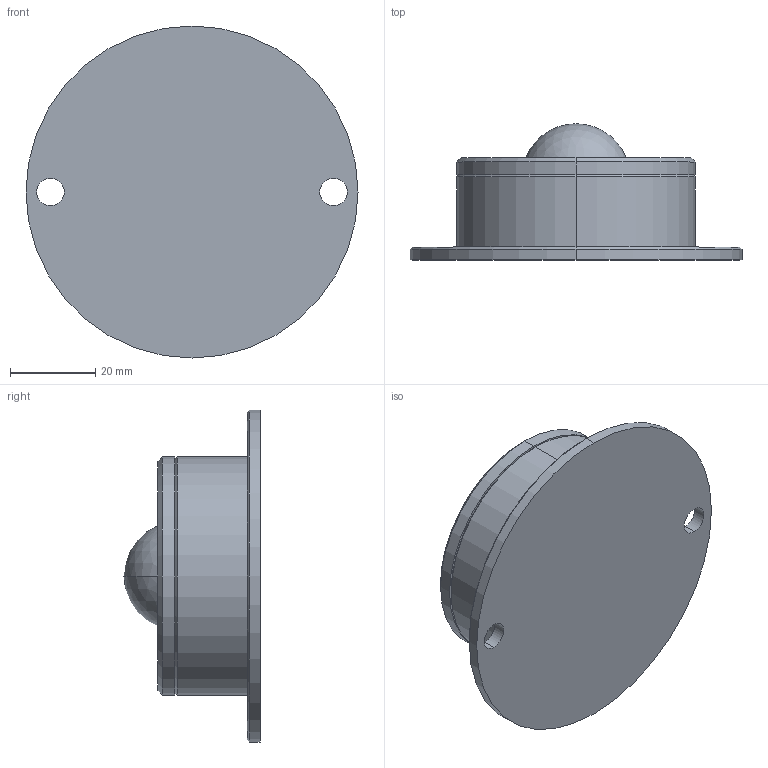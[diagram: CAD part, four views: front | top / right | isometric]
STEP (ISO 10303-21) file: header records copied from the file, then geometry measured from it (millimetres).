
FILE_DESCRIPTION (( 'STEP AP203' ), '1' );
FILE_NAME ('K-142-8HA.STEP', '2007-01-30T01:21:55', ( ' ' ), ( ' ' ), 'SwSTEP 2.0', 'SolidWorks 2006004', '' );
FILE_SCHEMA (( 'CONFIG_CONTROL_DESIGN' ));
Length unit declared in the file: millimetre
Products named in the file (1): K-142-8HA
Bounding box: 78 x 32 x 78 mm (x, y, z)
Volume: 67737.2 mm3; surface area: 14123.3 mm2
Topology: 1 solids, 1 shells, 22 faces, 46 edges, 29 vertices
Faces by surface type: cylinder 10, cone 6, plane 4, sphere 2
Entity records: 685 total; most frequent: DIRECTION 122, CARTESIAN_POINT 98, ORIENTED_EDGE 92, AXIS2_PLACEMENT_3D 53, EDGE_CURVE 46, CIRCLE 30, VERTEX_POINT 29, EDGE_LOOP 29
